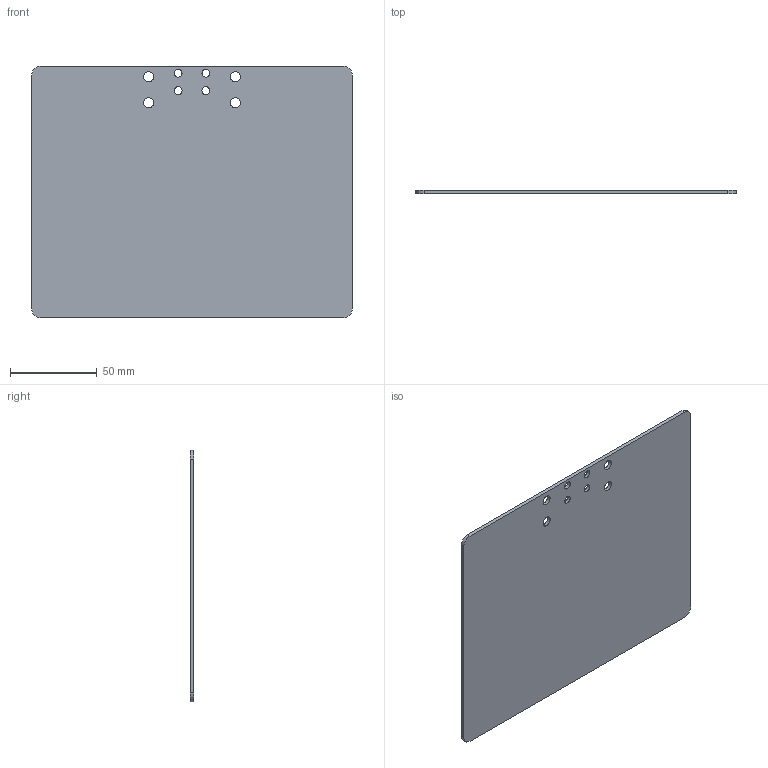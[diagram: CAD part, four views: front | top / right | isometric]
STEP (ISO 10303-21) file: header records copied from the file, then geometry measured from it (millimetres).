
FILE_DESCRIPTION (( 'STEP AP214' ), '1' );
FILE_NAME ('-C002136-CGB-020-抯玹峎梓隅啣-A.STEP', '2022-09-07T02:59:59', ( '' ), ( '' ), 'SwSTEP 2.0', 'SolidWorks 2017', '' );
FILE_SCHEMA (( 'AUTOMOTIVE_DESIGN' ));
Length unit declared in the file: millimetre
Products named in the file (1): -C002136-CGB-020-抯玹峎梓隅啣-A
Bounding box: 185 x 2 x 145 mm (x, y, z)
Volume: 52813.7 mm3; surface area: 54944.7 mm2
Topology: 1 solids, 1 shells, 322 faces, 832 edges, 556 vertices
Faces by surface type: plane 206, bspline 84, cylinder 32
Full cylindrical faces by diameter (mm): 4.5 x4, 5.8 x4, 17 x20
Entity records: 15019 total; most frequent: CARTESIAN_POINT 7335, ORIENTED_EDGE 1600, DIRECTION 1174, EDGE_CURVE 800, LINE 568, VECTOR 568, VERTEX_POINT 552, EDGE_LOOP 410
